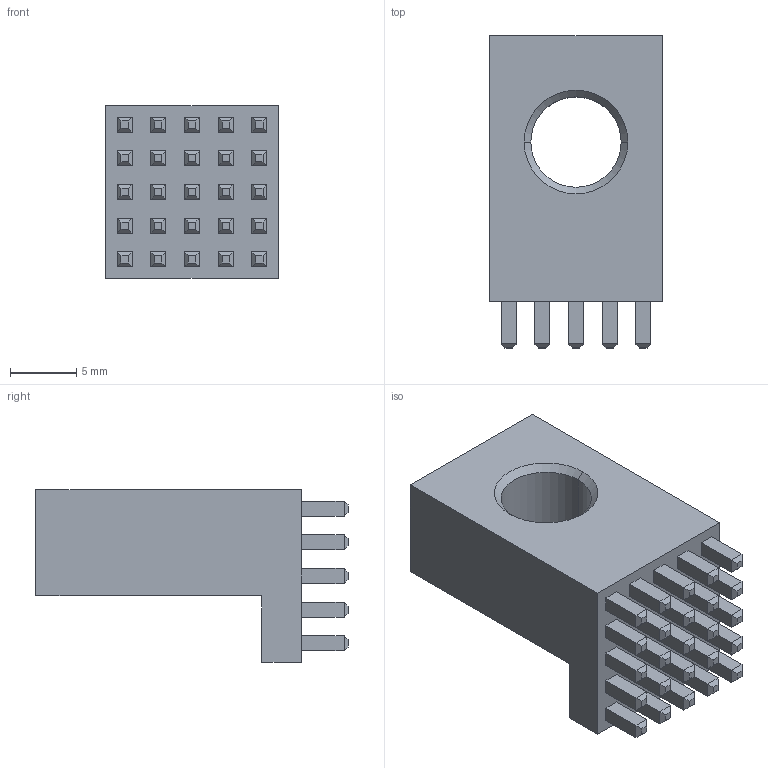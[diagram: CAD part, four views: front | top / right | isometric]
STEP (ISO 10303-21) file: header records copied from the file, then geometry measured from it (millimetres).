
FILE_DESCRIPTION (( 'STEP AP203' ), '1' );
FILE_NAME ('LF993108-A01.STEP', '2021-09-10T07:19:13', ( '' ), ( '' ), 'SwSTEP 2.0', 'SolidWorks 2018', '' );
FILE_SCHEMA (( 'CONFIG_CONTROL_DESIGN' ));
Length unit declared in the file: millimetre
Products named in the file (1): LF993108-A01
Bounding box: 13 x 23.5 x 13 mm (x, y, z)
Volume: 2086.1 mm3; surface area: 1668 mm2
Topology: 1 solids, 1 shells, 266 faces, 607 edges, 370 vertices
Faces by surface type: plane 260, cone 4, cylinder 2
Entity records: 7268 total; most frequent: CARTESIAN_POINT 1244, ORIENTED_EDGE 1214, DIRECTION 1149, EDGE_CURVE 607, LINE 599, VECTOR 599, VERTEX_POINT 370, EDGE_LOOP 295
